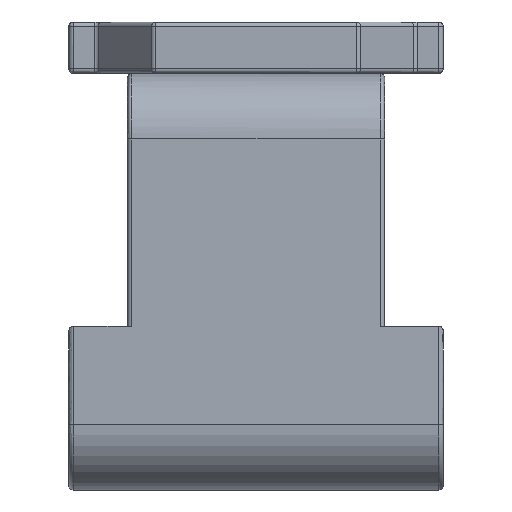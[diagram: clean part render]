
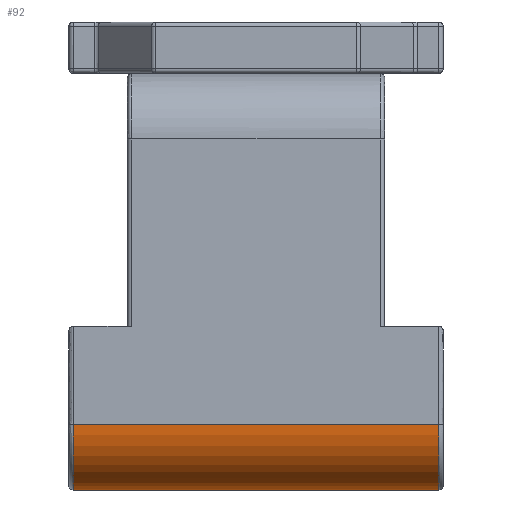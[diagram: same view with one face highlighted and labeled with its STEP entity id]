
A CAD part, left-side view. The second image highlights one B-rep face of the part: STEP entity #92.
In plain terms, the highlighted free-form (B-spline) face has degree [2, 1] with [3, 2] control points.
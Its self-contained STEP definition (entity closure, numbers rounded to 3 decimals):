
#92=ADVANCED_FACE('',(#355),#7669,.T.);
#355=FACE_OUTER_BOUND('',#618,.T.);
#618=EDGE_LOOP('',(#1098,#1099,#1100,#1101));
#1098=ORIENTED_EDGE('',*,*,#6537,.T.);
#1099=ORIENTED_EDGE('',*,*,#6482,.F.);
#1100=ORIENTED_EDGE('',*,*,#6538,.T.);
#1101=ORIENTED_EDGE('',*,*,#6539,.T.);
#2138=PCURVE('',#7681,#3312);
#2272=PCURVE('',#7669,#3446);
#2273=PCURVE('',#7669,#3447);
#2274=PCURVE('',#7669,#3448);
#2275=PCURVE('',#7669,#3449);
#2300=PCURVE('',#7668,#3474);
#2313=PCURVE('',#7662,#3487);
#2331=PCURVE('',#7707,#3505);
#3312=DEFINITIONAL_REPRESENTATION('',(#4554),#16271);
#3446=DEFINITIONAL_REPRESENTATION('',(#4700),#16271);
#3447=DEFINITIONAL_REPRESENTATION('',(#4701),#16271);
#3448=DEFINITIONAL_REPRESENTATION('',(#4702),#16271);
#3449=DEFINITIONAL_REPRESENTATION('',(#4703),#16271);
#3474=DEFINITIONAL_REPRESENTATION('',(#4734),#16271);
#3487=DEFINITIONAL_REPRESENTATION('',(#4753),#16271);
#3505=DEFINITIONAL_REPRESENTATION('',(#4773),#16271);
#4554=B_SPLINE_CURVE_WITH_KNOTS('',1,(#9750,#9751),.UNSPECIFIED.,.F.,.F.,
(2,2),(-0.408,0.),.UNSPECIFIED.);
#4700=B_SPLINE_CURVE_WITH_KNOTS('',1,(#10664,#10665),.UNSPECIFIED.,.F.,.F.,
(2,2),(-0.79,-0.01),.UNSPECIFIED.);
#4701=B_SPLINE_CURVE_WITH_KNOTS('',3,(#10666,#10667,#10668,#10669),
 .UNSPECIFIED.,.F.,.F.,(4,4),(-0.408,0.),.UNSPECIFIED.);
#4702=B_SPLINE_CURVE_WITH_KNOTS('',1,(#10672,#10673),.UNSPECIFIED.,.F.,.F.,
(2,2),(0.01,0.79),.UNSPECIFIED.);
#4703=B_SPLINE_CURVE_WITH_KNOTS('',3,(#10677,#10678,#10679,#10680),
 .UNSPECIFIED.,.F.,.F.,(4,4),(-0.408,0.),.UNSPECIFIED.);
#4734=B_SPLINE_CURVE_WITH_KNOTS('',1,(#10804,#10805),.UNSPECIFIED.,.F.,.F.,
(2,2),(-0.79,-0.01),.UNSPECIFIED.);
#4753=B_SPLINE_CURVE_WITH_KNOTS('',1,(#10878,#10879),.UNSPECIFIED.,.F.,.F.,
(2,2),(0.01,0.79),.UNSPECIFIED.);
#4773=B_SPLINE_CURVE_WITH_KNOTS('',1,(#11012,#11013),.UNSPECIFIED.,.F.,.F.,
(2,2),(-0.408,0.),.UNSPECIFIED.);
#5895=SURFACE_CURVE('',#7001,(#2138,#2273),.PCURVE_S1.);
#5950=SURFACE_CURVE('',#7044,(#2272,#2300),.PCURVE_S1.);
#5951=SURFACE_CURVE('',#7045,(#2274,#2313),.PCURVE_S1.);
#5952=SURFACE_CURVE('',#7046,(#2275,#2331),.PCURVE_S1.);
#6482=EDGE_CURVE('',#7310,#7309,#5895,.T.);
#6537=EDGE_CURVE('',#7365,#7309,#5950,.T.);
#6538=EDGE_CURVE('',#7310,#7366,#5951,.T.);
#6539=EDGE_CURVE('',#7366,#7365,#5952,.T.);
#7001=(
BOUNDED_CURVE()
B_SPLINE_CURVE(2,(#9747,#9748,#9749),.UNSPECIFIED.,.F.,.F.)
B_SPLINE_CURVE_WITH_KNOTS((3,3),(-0.408,0.),.UNSPECIFIED.)
CURVE()
GEOMETRIC_REPRESENTATION_ITEM()
RATIONAL_B_SPLINE_CURVE((1.,0.707,1.))
REPRESENTATION_ITEM('')
);
#7044=(
BOUNDED_CURVE()
B_SPLINE_CURVE(1,(#10662,#10663),.UNSPECIFIED.,.F.,.F.)
B_SPLINE_CURVE_WITH_KNOTS((2,2),(-0.79,-0.01),
 .UNSPECIFIED.)
CURVE()
GEOMETRIC_REPRESENTATION_ITEM()
RATIONAL_B_SPLINE_CURVE((1.,1.))
REPRESENTATION_ITEM('')
);
#7045=(
BOUNDED_CURVE()
B_SPLINE_CURVE(1,(#10670,#10671),.UNSPECIFIED.,.F.,.F.)
B_SPLINE_CURVE_WITH_KNOTS((2,2),(0.01,0.79),.UNSPECIFIED.)
CURVE()
GEOMETRIC_REPRESENTATION_ITEM()
RATIONAL_B_SPLINE_CURVE((1.,1.))
REPRESENTATION_ITEM('')
);
#7046=(
BOUNDED_CURVE()
B_SPLINE_CURVE(2,(#10674,#10675,#10676),.UNSPECIFIED.,.F.,.F.)
B_SPLINE_CURVE_WITH_KNOTS((3,3),(-0.408,0.),.UNSPECIFIED.)
CURVE()
GEOMETRIC_REPRESENTATION_ITEM()
RATIONAL_B_SPLINE_CURVE((1.,0.707,1.))
REPRESENTATION_ITEM('')
);
#7309=VERTEX_POINT('',#8588);
#7310=VERTEX_POINT('',#8589);
#7365=VERTEX_POINT('',#8644);
#7366=VERTEX_POINT('',#8645);
#7662=(
BOUNDED_SURFACE()
B_SPLINE_SURFACE(2,1,((#8003,#8004),(#8005,#8006),(#8007,#8008)),
 .UNSPECIFIED.,.F.,.F.,.F.)
B_SPLINE_SURFACE_WITH_KNOTS((3,3),(2,2),(7.819,9.039),
(0.,0.8),.UNSPECIFIED.)
GEOMETRIC_REPRESENTATION_ITEM()
RATIONAL_B_SPLINE_SURFACE(((1.,1.),(1.,1.),(1.,1.)))
REPRESENTATION_ITEM('')
SURFACE()
);
#7668=(
BOUNDED_SURFACE()
B_SPLINE_SURFACE(2,1,((#8039,#8040),(#8041,#8042),(#8043,#8044)),
 .UNSPECIFIED.,.F.,.F.,.F.)
B_SPLINE_SURFACE_WITH_KNOTS((3,3),(2,2),(14.219,16.859),
(0.,0.8),.UNSPECIFIED.)
GEOMETRIC_REPRESENTATION_ITEM()
RATIONAL_B_SPLINE_SURFACE(((1.,1.),(1.,1.),(1.,1.)))
REPRESENTATION_ITEM('')
SURFACE()
);
#7669=(
BOUNDED_SURFACE()
B_SPLINE_SURFACE(2,1,((#8045,#8046),(#8047,#8048),(#8049,#8050)),
 .UNSPECIFIED.,.F.,.F.,.F.)
B_SPLINE_SURFACE_WITH_KNOTS((3,3),(2,2),(16.859,17.299),
(0.,0.8),.UNSPECIFIED.)
GEOMETRIC_REPRESENTATION_ITEM()
RATIONAL_B_SPLINE_SURFACE(((1.,1.),(0.707,0.707),
(1.,1.)))
REPRESENTATION_ITEM('')
SURFACE()
);
#7681=(
BOUNDED_SURFACE()
B_SPLINE_SURFACE(2,3,((#8141,#8142,#8143,#8144,#8145),(#8146,#8147,#8148,
#8149,#8150),(#8151,#8152,#8153,#8154,#8155)),.UNSPECIFIED.,.F.,.F.,.F.)
B_SPLINE_SURFACE_WITH_KNOTS((3,3),(4,1,4),(0.,0.031),(0.,
0.204,0.408),.UNSPECIFIED.)
GEOMETRIC_REPRESENTATION_ITEM()
RATIONAL_B_SPLINE_SURFACE(((1.,1.,1.,1.,1.),(0.707,0.707,
0.707,0.707,0.707),(1.,1.,1.,1.,1.)))
REPRESENTATION_ITEM('')
SURFACE()
);
#7707=(
BOUNDED_SURFACE()
B_SPLINE_SURFACE(3,2,((#8357,#8358,#8359),(#8360,#8361,#8362),(#8363,#8364,
#8365),(#8366,#8367,#8368),(#8369,#8370,#8371)),.UNSPECIFIED.,.F.,.F.,.F.)
B_SPLINE_SURFACE_WITH_KNOTS((4,1,4),(3,3),(0.,0.204,0.408),
(0.,0.031),.UNSPECIFIED.)
GEOMETRIC_REPRESENTATION_ITEM()
RATIONAL_B_SPLINE_SURFACE(((1.,0.707,1.),(1.,0.707,
1.),(1.,0.707,1.),(1.,0.707,
1.),(1.,0.707,1.)))
REPRESENTATION_ITEM('')
SURFACE()
);
#8003=CARTESIAN_POINT('',(-1.6,-0.8,0.28));
#8004=CARTESIAN_POINT('',(-1.6,0.8,0.28));
#8005=CARTESIAN_POINT('',(-1.6,-0.8,0.89));
#8006=CARTESIAN_POINT('',(-1.6,0.8,0.89));
#8007=CARTESIAN_POINT('',(-1.6,-0.8,1.5));
#8008=CARTESIAN_POINT('',(-1.6,0.8,1.5));
#8039=CARTESIAN_POINT('',(1.32,-0.8,0.));
#8040=CARTESIAN_POINT('',(1.32,0.8,0.));
#8041=CARTESIAN_POINT('',(0.,-0.8,0.));
#8042=CARTESIAN_POINT('',(0.,0.8,0.));
#8043=CARTESIAN_POINT('',(-1.32,-0.8,0.));
#8044=CARTESIAN_POINT('',(-1.32,0.8,0.));
#8045=CARTESIAN_POINT('',(-1.32,-0.8,0.));
#8046=CARTESIAN_POINT('',(-1.32,0.8,0.));
#8047=CARTESIAN_POINT('',(-1.6,-0.8,0.));
#8048=CARTESIAN_POINT('',(-1.6,0.8,0.));
#8049=CARTESIAN_POINT('',(-1.6,-0.8,0.28));
#8050=CARTESIAN_POINT('',(-1.6,0.8,0.28));
#8141=CARTESIAN_POINT('',(-1.32,-0.78,0.));
#8142=CARTESIAN_POINT('',(-1.393,-0.78,-0.001));
#8143=CARTESIAN_POINT('',(-1.539,-0.78,0.061));
#8144=CARTESIAN_POINT('',(-1.601,-0.78,0.207));
#8145=CARTESIAN_POINT('',(-1.6,-0.78,0.28));
#8146=CARTESIAN_POINT('',(-1.32,-0.8,0.));
#8147=CARTESIAN_POINT('',(-1.393,-0.8,-0.001));
#8148=CARTESIAN_POINT('',(-1.539,-0.8,0.061));
#8149=CARTESIAN_POINT('',(-1.601,-0.8,0.207));
#8150=CARTESIAN_POINT('',(-1.6,-0.8,0.28));
#8151=CARTESIAN_POINT('',(-1.32,-0.8,0.02));
#8152=CARTESIAN_POINT('',(-1.388,-0.8,0.02));
#8153=CARTESIAN_POINT('',(-1.523,-0.8,0.077));
#8154=CARTESIAN_POINT('',(-1.58,-0.8,0.212));
#8155=CARTESIAN_POINT('',(-1.58,-0.8,0.28));
#8357=CARTESIAN_POINT('',(-1.32,0.78,0.));
#8358=CARTESIAN_POINT('',(-1.32,0.8,0.));
#8359=CARTESIAN_POINT('',(-1.32,0.8,0.02));
#8360=CARTESIAN_POINT('',(-1.393,0.78,-0.001));
#8361=CARTESIAN_POINT('',(-1.393,0.8,-0.001));
#8362=CARTESIAN_POINT('',(-1.388,0.8,0.02));
#8363=CARTESIAN_POINT('',(-1.539,0.78,0.061));
#8364=CARTESIAN_POINT('',(-1.539,0.8,0.061));
#8365=CARTESIAN_POINT('',(-1.523,0.8,0.077));
#8366=CARTESIAN_POINT('',(-1.601,0.78,0.207));
#8367=CARTESIAN_POINT('',(-1.601,0.8,0.207));
#8368=CARTESIAN_POINT('',(-1.58,0.8,0.212));
#8369=CARTESIAN_POINT('',(-1.6,0.78,0.28));
#8370=CARTESIAN_POINT('',(-1.6,0.8,0.28));
#8371=CARTESIAN_POINT('',(-1.58,0.8,0.28));
#8588=CARTESIAN_POINT('',(-1.32,-0.78,0.));
#8589=CARTESIAN_POINT('',(-1.6,-0.78,0.28));
#8644=CARTESIAN_POINT('',(-1.32,0.78,0.));
#8645=CARTESIAN_POINT('',(-1.6,0.78,0.28));
#9747=CARTESIAN_POINT('',(-1.6,-0.78,0.28));
#9748=CARTESIAN_POINT('',(-1.6,-0.78,0.));
#9749=CARTESIAN_POINT('',(-1.32,-0.78,0.));
#9750=CARTESIAN_POINT('',(0.,0.408));
#9751=CARTESIAN_POINT('',(0.,0.));
#10662=CARTESIAN_POINT('',(-1.32,0.78,0.));
#10663=CARTESIAN_POINT('',(-1.32,-0.78,0.));
#10664=CARTESIAN_POINT('',(16.859,0.79));
#10665=CARTESIAN_POINT('',(16.859,0.01));
#10666=CARTESIAN_POINT('',(17.299,0.01));
#10667=CARTESIAN_POINT('',(17.152,0.01));
#10668=CARTESIAN_POINT('',(17.006,0.01));
#10669=CARTESIAN_POINT('',(16.859,0.01));
#10670=CARTESIAN_POINT('',(-1.6,-0.78,0.28));
#10671=CARTESIAN_POINT('',(-1.6,0.78,0.28));
#10672=CARTESIAN_POINT('',(17.299,0.01));
#10673=CARTESIAN_POINT('',(17.299,0.79));
#10674=CARTESIAN_POINT('',(-1.6,0.78,0.28));
#10675=CARTESIAN_POINT('',(-1.6,0.78,0.));
#10676=CARTESIAN_POINT('',(-1.32,0.78,0.));
#10677=CARTESIAN_POINT('',(17.299,0.79));
#10678=CARTESIAN_POINT('',(17.152,0.79));
#10679=CARTESIAN_POINT('',(17.006,0.79));
#10680=CARTESIAN_POINT('',(16.859,0.79));
#10804=CARTESIAN_POINT('',(16.859,0.79));
#10805=CARTESIAN_POINT('',(16.859,0.01));
#10878=CARTESIAN_POINT('',(7.819,0.01));
#10879=CARTESIAN_POINT('',(7.819,0.79));
#11012=CARTESIAN_POINT('',(0.408,0.));
#11013=CARTESIAN_POINT('',(0.,0.));
#16271=(
GEOMETRIC_REPRESENTATION_CONTEXT(2)
PARAMETRIC_REPRESENTATION_CONTEXT()
REPRESENTATION_CONTEXT('pspace','')
);
